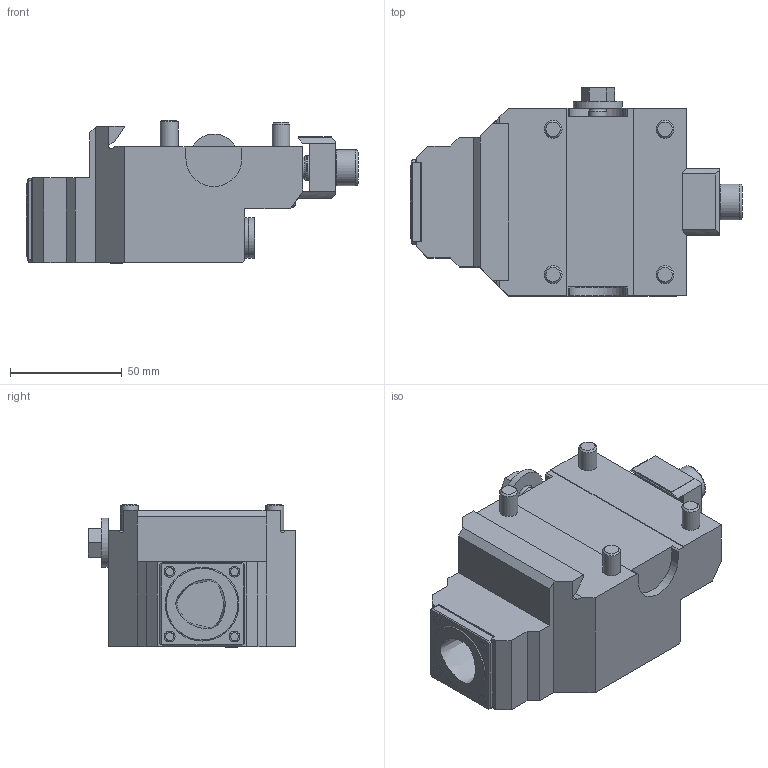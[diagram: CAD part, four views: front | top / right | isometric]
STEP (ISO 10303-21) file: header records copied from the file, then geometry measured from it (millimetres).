
FILE_DESCRIPTION(/* description */ (''),/* implementation_level */ '2;1');
FILE_NAME(/* name */ '1617103995934.stp',/* time_stamp */ '2021-03-30T13:33:21+02:00',/* author */ (''),/* organization */ ('SMS'),/* preprocessor_version */ 'ST-DEVELOPER v16.7',/* originating_system */ 'SIEMENS PLM Software NX 12.0',/* authorisation */ '');
FILE_SCHEMA (('AUTOMOTIVE_DESIGN { 1 0 10303 214 3 1 1 1 }'));
Length unit declared in the file: millimetre
Products named in the file (1): 203455819mod000_00
Bounding box: 148.45 x 93 x 64.27 mm (x, y, z)
Volume: 417097.9 mm3; surface area: 48571.2 mm2
Topology: 1 solids, 1 shells, 202 faces, 529 edges, 354 vertices
Faces by surface type: plane 136, cylinder 43, cone 11, torus 6, sphere 5, bspline 1
Full cylindrical faces by diameter (mm): 2 x1, 3.5 x4, 5.7 x1, 8 x5, 10 x2, 11 x1, 13 x4, 15 x2, 16 x1, 18 x2, 22 x1
Entity records: 6102 total; most frequent: CARTESIAN_POINT 1232, DIRECTION 995, ORIENTED_EDGE 928, EDGE_CURVE 464, AXIS2_PLACEMENT_3D 341, VERTEX_POINT 333, LINE 313, VECTOR 313
